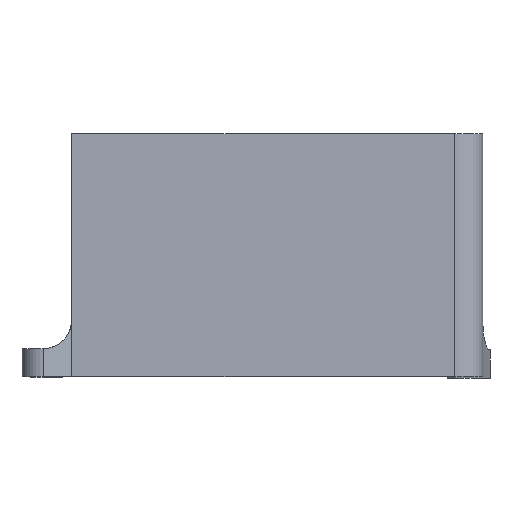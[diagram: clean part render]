
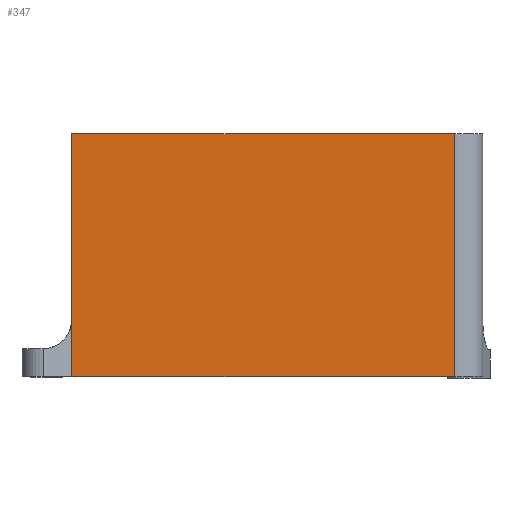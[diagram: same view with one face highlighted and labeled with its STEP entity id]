
A CAD part, top view. The second image highlights one B-rep face of the part: STEP entity #347.
In plain terms, the highlighted planar face has unit normal (0, 0, 1).
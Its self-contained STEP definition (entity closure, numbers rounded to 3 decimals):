
#14 = VECTOR ( 'NONE', #246, 1000. ) ;
#23 = EDGE_CURVE ( 'NONE', #240, #489, #305, .T. ) ;
#36 = VERTEX_POINT ( 'NONE', #441 ) ;
#61 = CARTESIAN_POINT ( 'NONE',  ( -13.618, -6.5, 2. ) ) ;
#66 = CARTESIAN_POINT ( 'NONE',  ( -13.618, -8.5, 2. ) ) ;
#67 = CARTESIAN_POINT ( 'NONE',  ( 13.382, 8.65, 2. ) ) ;
#87 = CARTESIAN_POINT ( 'NONE',  ( -13.618, -8.5, 2. ) ) ;
#100 = VECTOR ( 'NONE', #318, 1000. ) ;
#114 = EDGE_CURVE ( 'NONE', #576, #240, #622, .T. ) ;
#133 = ORIENTED_EDGE ( 'NONE', *, *, #378, .T. ) ;
#180 = CARTESIAN_POINT ( 'NONE',  ( -13.618, 8.65, 2. ) ) ;
#212 = ORIENTED_EDGE ( 'NONE', *, *, #114, .T. ) ;
#218 = DIRECTION ( 'NONE',  ( 0., -1., 0. ) ) ;
#219 = VECTOR ( 'NONE', #218, 1000. ) ;
#230 = EDGE_CURVE ( 'NONE', #489, #36, #636, .T. ) ;
#240 = VERTEX_POINT ( 'NONE', #463 ) ;
#242 = LINE ( 'NONE', #61, #14 ) ;
#246 = DIRECTION ( 'NONE',  ( 0., -1., 0. ) ) ;
#266 = VERTEX_POINT ( 'NONE', #346 ) ;
#284 = AXIS2_PLACEMENT_3D ( 'NONE', #778, #541, #405 ) ;
#300 = PLANE ( 'NONE',  #284 ) ;
#305 = LINE ( 'NONE', #789, #324 ) ;
#318 = DIRECTION ( 'NONE',  ( 0., 1., 0. ) ) ;
#324 = VECTOR ( 'NONE', #381, 1000. ) ;
#330 = EDGE_LOOP ( 'NONE', ( #633, #212, #401, #697, #133 ) ) ;
#346 = CARTESIAN_POINT ( 'NONE',  ( -13.618, -8.5, 2. ) ) ;
#347 = ADVANCED_FACE ( 'NONE', ( #606 ), #300, .F. ) ;
#378 = EDGE_CURVE ( 'NONE', #36, #266, #242, .T. ) ;
#381 = DIRECTION ( 'NONE',  ( -1., 0., 0. ) ) ;
#401 = ORIENTED_EDGE ( 'NONE', *, *, #23, .T. ) ;
#402 = EDGE_CURVE ( 'NONE', #266, #576, #491, .T. ) ;
#405 = DIRECTION ( 'NONE',  ( -1., 0., 0. ) ) ;
#440 = DIRECTION ( 'NONE',  ( 1., 0., 0. ) ) ;
#441 = CARTESIAN_POINT ( 'NONE',  ( -13.618, -4.5, 2. ) ) ;
#454 = CARTESIAN_POINT ( 'NONE',  ( 13.382, -8.5, 2. ) ) ;
#463 = CARTESIAN_POINT ( 'NONE',  ( 13.382, 8.65, 2. ) ) ;
#489 = VERTEX_POINT ( 'NONE', #180 ) ;
#491 = LINE ( 'NONE', #66, #769 ) ;
#541 = DIRECTION ( 'NONE',  ( 0., 0., -1. ) ) ;
#576 = VERTEX_POINT ( 'NONE', #454 ) ;
#606 = FACE_OUTER_BOUND ( 'NONE', #330, .T. ) ;
#622 = LINE ( 'NONE', #67, #100 ) ;
#633 = ORIENTED_EDGE ( 'NONE', *, *, #402, .T. ) ;
#636 = LINE ( 'NONE', #87, #219 ) ;
#697 = ORIENTED_EDGE ( 'NONE', *, *, #230, .T. ) ;
#769 = VECTOR ( 'NONE', #440, 1000. ) ;
#778 = CARTESIAN_POINT ( 'NONE',  ( 0., 0., 2. ) ) ;
#789 = CARTESIAN_POINT ( 'NONE',  ( -13.618, 8.65, 2. ) ) ;
